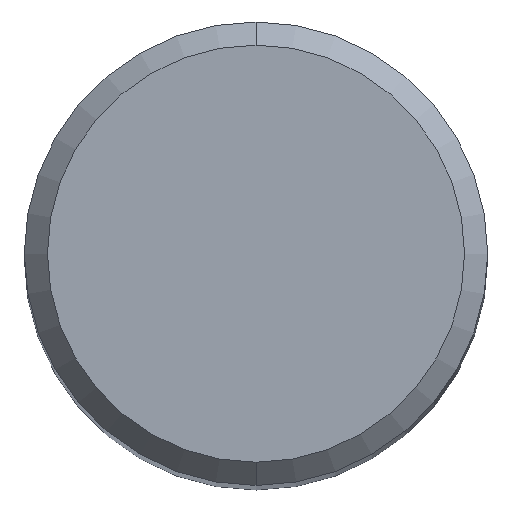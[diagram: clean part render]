
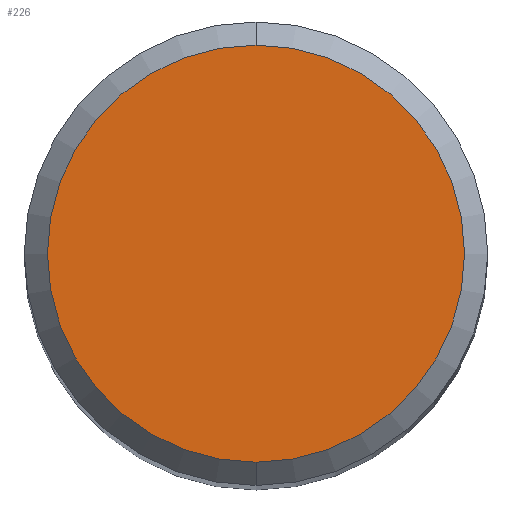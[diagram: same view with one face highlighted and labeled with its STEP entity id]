
A CAD part, top view. The second image highlights one B-rep face of the part: STEP entity #226.
In plain terms, the highlighted planar face has unit normal (0, 0, 1).
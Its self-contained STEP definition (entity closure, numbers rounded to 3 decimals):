
#136=VERTEX_POINT('',#341);
#226=ADVANCED_FACE('',(#443),#444,.T.);
#252=VERTEX_POINT('',#474);
#254=EDGE_CURVE('',#136,#252,#476,.T.);
#294=EDGE_CURVE('',#252,#136,#521,.T.);
#341=CARTESIAN_POINT('',(0.0,4.5,55.66));
#443=FACE_OUTER_BOUND('',#705,.T.);
#444=PLANE('',#706);
#474=CARTESIAN_POINT('',(0.,-4.5,55.66));
#476=CIRCLE('',#745,4.5);
#521=CIRCLE('',#796,4.5);
#705=EDGE_LOOP('',(#977,#978));
#706=AXIS2_PLACEMENT_3D('',#979,#980,#981);
#745=AXIS2_PLACEMENT_3D('',#1022,#1023,#1024);
#796=AXIS2_PLACEMENT_3D('',#1070,#1071,#1072);
#977=ORIENTED_EDGE('',*,*,#254,.F.);
#978=ORIENTED_EDGE('',*,*,#294,.F.);
#979=CARTESIAN_POINT('',(0.0,2.25,55.66));
#980=DIRECTION('',(-0.0,0.0,1.0));
#981=DIRECTION('',(0.0,-1.0,0.0));
#1022=CARTESIAN_POINT('',(0.0,0.0,55.66));
#1023=DIRECTION('',(0.0,0.0,-1.0));
#1024=DIRECTION('',(0.0,1.0,0.0));
#1070=CARTESIAN_POINT('',(0.0,0.0,55.66));
#1071=DIRECTION('',(0.0,0.0,-1.0));
#1072=DIRECTION('',(0.0,1.0,0.0));
